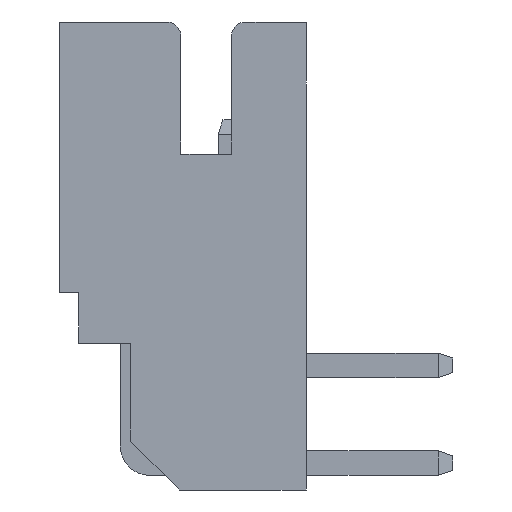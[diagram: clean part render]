
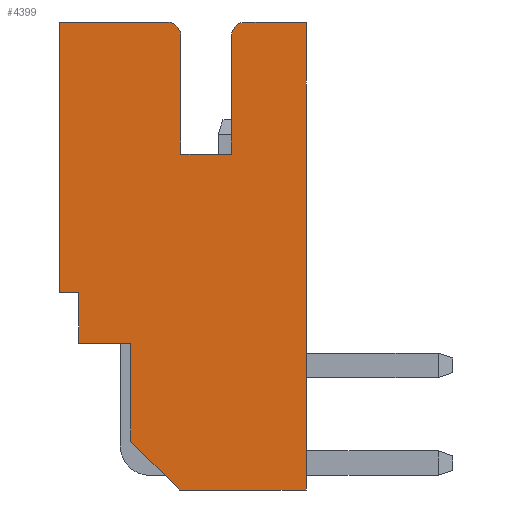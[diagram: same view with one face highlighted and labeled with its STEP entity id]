
A CAD part, left-side view. The second image highlights one B-rep face of the part: STEP entity #4399.
In plain terms, the highlighted planar face has unit normal (-1, 0, 0).
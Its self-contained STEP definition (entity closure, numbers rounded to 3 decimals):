
#2=CARTESIAN_POINT('',(-5.95,0.335,9.27));
#3=DIRECTION('',(-1.,0.,0.));
#4=DIRECTION('',(0.,-1.,0.));
#5=AXIS2_PLACEMENT_3D('',#2,#3,#4);
#7=DIRECTION('',(0.,0.,-1.));
#8=VECTOR('',#7,2.4);
#9=CARTESIAN_POINT('',(-5.95,0.035,9.27));
#10=LINE('',#9,#8);
#11=DIRECTION('',(0.,1.,0.));
#12=VECTOR('',#11,1.03);
#13=CARTESIAN_POINT('',(-5.95,-0.995,6.87));
#14=LINE('',#13,#12);
#15=DIRECTION('',(0.,0.,-1.));
#16=VECTOR('',#15,2.4);
#17=CARTESIAN_POINT('',(-5.95,-0.995,9.27));
#18=LINE('',#17,#16);
#19=CARTESIAN_POINT('',(-5.95,-1.295,9.27));
#20=DIRECTION('',(-1.,0.,0.));
#21=DIRECTION('',(0.,0.,1.));
#22=AXIS2_PLACEMENT_3D('',#19,#20,#21);
#24=DIRECTION('',(0.,-0.707,-0.707));
#25=VECTOR('',#24,1.414);
#26=CARTESIAN_POINT('',(-5.95,1.065,1.));
#27=LINE('',#26,#25);
#28=DIRECTION('',(0.,0.,1.));
#29=VECTOR('',#28,2.);
#30=CARTESIAN_POINT('',(-5.95,1.065,1.));
#31=LINE('',#30,#29);
#32=DIRECTION('',(0.,-1.,0.));
#33=VECTOR('',#32,1.06);
#34=CARTESIAN_POINT('',(-5.95,2.125,3.));
#35=LINE('',#34,#33);
#36=DIRECTION('',(0.,0.,-1.));
#37=VECTOR('',#36,1.04);
#38=CARTESIAN_POINT('',(-5.95,2.125,4.04));
#39=LINE('',#38,#37);
#40=DIRECTION('',(0.,-1.,0.));
#41=VECTOR('',#40,0.4);
#42=CARTESIAN_POINT('',(-5.95,2.525,4.04));
#43=LINE('',#42,#41);
#44=DIRECTION('',(0.,0.,1.));
#45=VECTOR('',#44,5.53);
#46=CARTESIAN_POINT('',(-5.95,2.525,4.04));
#47=LINE('',#46,#45);
#78=DIRECTION('',(0.,-1.,0.));
#79=VECTOR('',#78,2.19);
#80=CARTESIAN_POINT('',(-5.95,2.525,9.57));
#81=LINE('',#80,#79);
#166=DIRECTION('',(0.,-1.,0.));
#167=VECTOR('',#166,1.23);
#168=CARTESIAN_POINT('',(-5.95,-1.295,9.57));
#169=LINE('',#168,#167);
#610=DIRECTION('',(0.,0.,1.));
#611=VECTOR('',#610,9.57);
#612=CARTESIAN_POINT('',(-5.95,-2.525,0.));
#613=LINE('',#612,#611);
#3266=DIRECTION('',(0.,-1.,0.));
#3267=VECTOR('',#3266,2.59);
#3268=CARTESIAN_POINT('',(-5.95,0.065,0.));
#3269=LINE('',#3268,#3267);
#3330=CARTESIAN_POINT('',(-5.95,-2.525,0.));
#3331=CARTESIAN_POINT('',(-5.95,-2.525,9.57));
#3332=VERTEX_POINT('',#3330);
#3333=VERTEX_POINT('',#3331);
#3346=CARTESIAN_POINT('',(-5.95,1.065,3.));
#3347=VERTEX_POINT('',#3346);
#3348=CARTESIAN_POINT('',(-5.95,2.525,4.04));
#3349=CARTESIAN_POINT('',(-5.95,2.125,4.04));
#3350=VERTEX_POINT('',#3348);
#3351=VERTEX_POINT('',#3349);
#3352=CARTESIAN_POINT('',(-5.95,2.125,3.));
#3353=VERTEX_POINT('',#3352);
#3358=CARTESIAN_POINT('',(-5.95,2.525,9.57));
#3359=VERTEX_POINT('',#3358);
#3378=CARTESIAN_POINT('',(-5.95,-0.995,6.87));
#3379=CARTESIAN_POINT('',(-5.95,0.035,6.87));
#3380=VERTEX_POINT('',#3378);
#3381=VERTEX_POINT('',#3379);
#3502=CARTESIAN_POINT('',(-5.95,1.065,1.));
#3503=VERTEX_POINT('',#3502);
#3504=CARTESIAN_POINT('',(-5.95,0.065,0.));
#3505=VERTEX_POINT('',#3504);
#3978=CARTESIAN_POINT('',(-5.95,0.035,9.27));
#3979=VERTEX_POINT('',#3978);
#3980=CARTESIAN_POINT('',(-5.95,0.335,9.57));
#3981=VERTEX_POINT('',#3980);
#3998=CARTESIAN_POINT('',(-5.95,-1.295,9.57));
#3999=CARTESIAN_POINT('',(-5.95,-0.995,9.27));
#4000=VERTEX_POINT('',#3998);
#4001=VERTEX_POINT('',#3999);
#4362=CARTESIAN_POINT('',(-5.95,2.525,0.));
#4363=DIRECTION('',(-1.,0.,0.));
#4364=DIRECTION('',(0.,-1.,0.));
#4365=AXIS2_PLACEMENT_3D('',#4362,#4363,#4364);
#4366=PLANE('',#4365);
#4368=ORIENTED_EDGE('',*,*,#4367,.F.);
#4370=ORIENTED_EDGE('',*,*,#4369,.T.);
#4372=ORIENTED_EDGE('',*,*,#4371,.F.);
#4374=ORIENTED_EDGE('',*,*,#4373,.F.);
#4376=ORIENTED_EDGE('',*,*,#4375,.F.);
#4378=ORIENTED_EDGE('',*,*,#4377,.T.);
#4380=ORIENTED_EDGE('',*,*,#4379,.F.);
#4382=ORIENTED_EDGE('',*,*,#4381,.F.);
#4384=ORIENTED_EDGE('',*,*,#4383,.F.);
#4386=ORIENTED_EDGE('',*,*,#4385,.T.);
#4388=ORIENTED_EDGE('',*,*,#4387,.F.);
#4390=ORIENTED_EDGE('',*,*,#4389,.F.);
#4392=ORIENTED_EDGE('',*,*,#4391,.F.);
#4394=ORIENTED_EDGE('',*,*,#4393,.T.);
#4396=ORIENTED_EDGE('',*,*,#4395,.T.);
#4397=EDGE_LOOP('',(#4368,#4370,#4372,#4374,#4376,#4378,#4380,#4382,#4384,#4386,
#4388,#4390,#4392,#4394,#4396));
#4398=FACE_OUTER_BOUND('',#4397,.F.);
#6=CIRCLE('',#5,0.3);
#23=CIRCLE('',#22,0.3);
#4367=EDGE_CURVE('',#3979,#3981,#6,.T.);
#4369=EDGE_CURVE('',#3979,#3381,#10,.T.);
#4371=EDGE_CURVE('',#3380,#3381,#14,.T.);
#4373=EDGE_CURVE('',#4001,#3380,#18,.T.);
#4375=EDGE_CURVE('',#4000,#4001,#23,.T.);
#4377=EDGE_CURVE('',#4000,#3333,#169,.T.);
#4379=EDGE_CURVE('',#3332,#3333,#613,.T.);
#4381=EDGE_CURVE('',#3505,#3332,#3269,.T.);
#4383=EDGE_CURVE('',#3503,#3505,#27,.T.);
#4385=EDGE_CURVE('',#3503,#3347,#31,.T.);
#4387=EDGE_CURVE('',#3353,#3347,#35,.T.);
#4389=EDGE_CURVE('',#3351,#3353,#39,.T.);
#4391=EDGE_CURVE('',#3350,#3351,#43,.T.);
#4393=EDGE_CURVE('',#3350,#3359,#47,.T.);
#4395=EDGE_CURVE('',#3359,#3981,#81,.T.);
#4399=ADVANCED_FACE('',(#4398),#4366,.T.);
